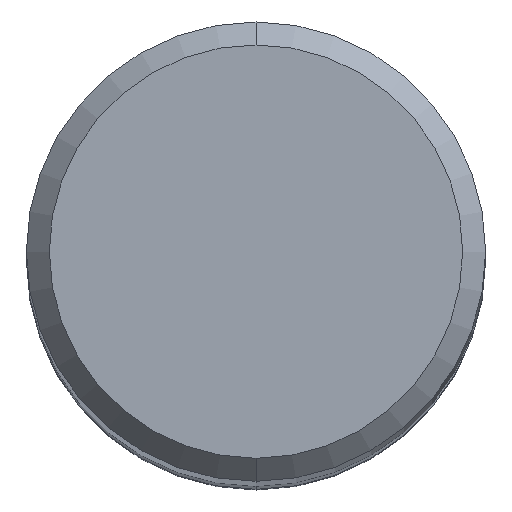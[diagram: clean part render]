
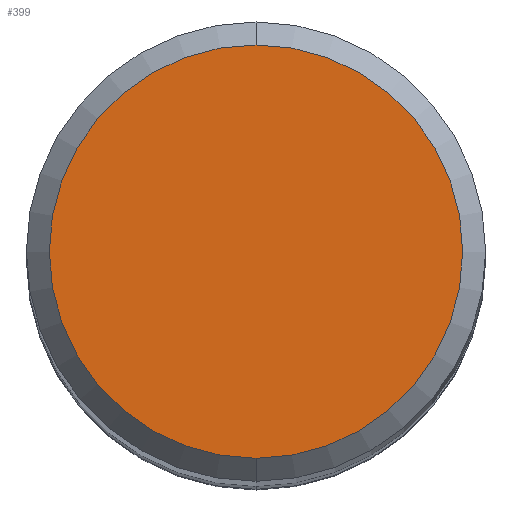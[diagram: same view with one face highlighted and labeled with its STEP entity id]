
A CAD part, top view. The second image highlights one B-rep face of the part: STEP entity #399.
In plain terms, the highlighted planar face has unit normal (0, 0, 1).
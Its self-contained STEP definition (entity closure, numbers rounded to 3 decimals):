
#263=EDGE_CURVE('',#273,#463,#652,.T.);
#273=VERTEX_POINT('',#662);
#399=ADVANCED_FACE('',(#802),#803,.T.);
#463=VERTEX_POINT('',#877);
#495=EDGE_CURVE('',#463,#273,#913,.T.);
#652=CIRCLE('',#1120,3.6);
#662=CARTESIAN_POINT('',(0.,-3.6,0.0));
#802=FACE_OUTER_BOUND('',#1371,.T.);
#803=PLANE('',#1372);
#877=CARTESIAN_POINT('',(0.0,3.6,0.0));
#913=CIRCLE('',#1579,3.6);
#1120=AXIS2_PLACEMENT_3D('',#1805,#1806,#1807);
#1371=EDGE_LOOP('',(#1983,#1984));
#1372=AXIS2_PLACEMENT_3D('',#1985,#1986,#1987);
#1579=AXIS2_PLACEMENT_3D('',#2119,#2120,#2121);
#1805=CARTESIAN_POINT('',(0.0,0.0,0.0));
#1806=DIRECTION('',(0.0,0.0,-1.0));
#1807=DIRECTION('',(0.0,1.0,0.0));
#1983=ORIENTED_EDGE('',*,*,#495,.F.);
#1984=ORIENTED_EDGE('',*,*,#263,.F.);
#1985=CARTESIAN_POINT('',(0.0,1.8,0.0));
#1986=DIRECTION('',(-0.0,0.0,1.0));
#1987=DIRECTION('',(0.0,-1.0,0.0));
#2119=CARTESIAN_POINT('',(0.0,0.0,0.0));
#2120=DIRECTION('',(0.0,0.0,-1.0));
#2121=DIRECTION('',(0.0,1.0,0.0));
